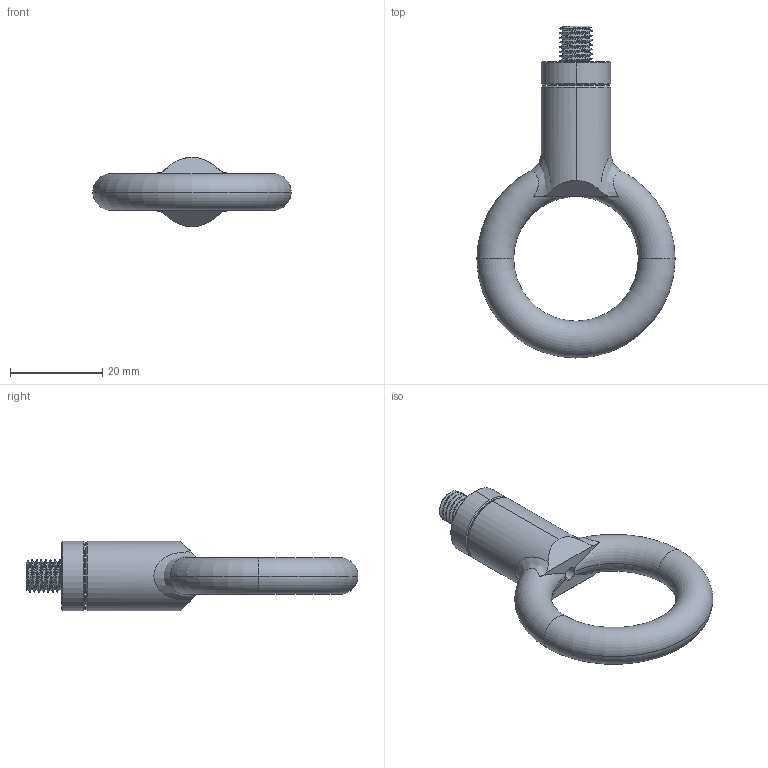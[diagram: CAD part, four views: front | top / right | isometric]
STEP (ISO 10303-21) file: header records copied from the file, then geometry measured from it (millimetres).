
FILE_DESCRIPTION (( 'STEP AP214' ), '1' );
FILE_NAME ('T37633.step', '2023-06-08T07:54:33', ( '' ), ( '' ), 'SwSTEP 2.0', 'SolidWorks 2022', '' );
FILE_SCHEMA (( 'AUTOMOTIVE_DESIGN' ));
Length unit declared in the file: millimetre
Products named in the file (1): T37633
Bounding box: 43 x 72 x 15 mm (x, y, z)
Volume: 9904.6 mm3; surface area: 4799.6 mm2
Topology: 1 solids, 1 shells, 58 faces, 149 edges, 95 vertices
Faces by surface type: cylinder 26, plane 11, cone 9, torus 6, bspline 6
Entity records: 4494 total; most frequent: CARTESIAN_POINT 3209, ORIENTED_EDGE 298, DIRECTION 227, EDGE_CURVE 149, VERTEX_POINT 95, AXIS2_PLACEMENT_3D 95, EDGE_LOOP 62, ADVANCED_FACE 58
